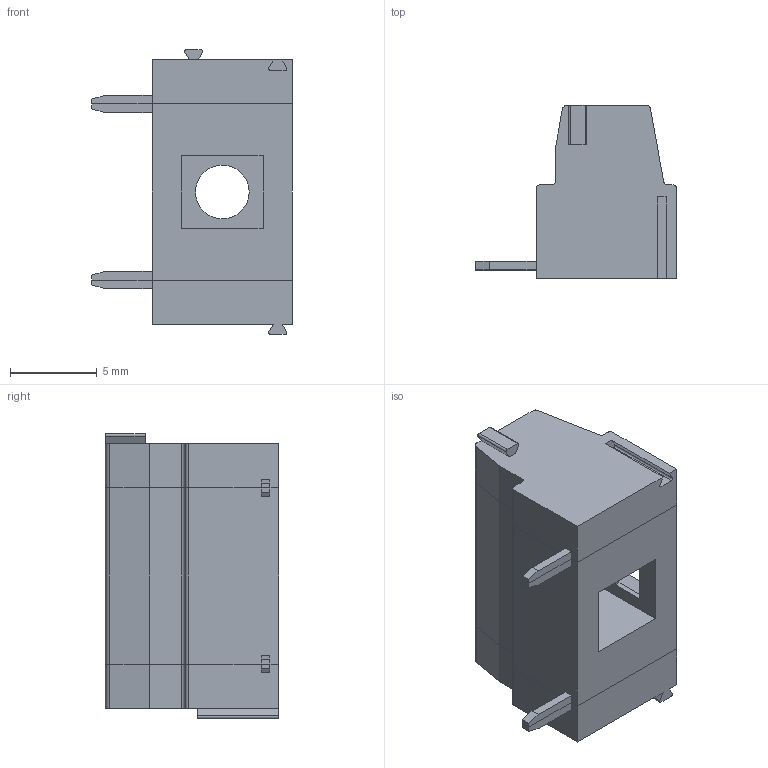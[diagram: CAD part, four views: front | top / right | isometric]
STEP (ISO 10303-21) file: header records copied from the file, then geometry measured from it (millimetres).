
FILE_DESCRIPTION( ( 'Unknown' ), '1' );
FILE_NAME( '691213600002.stp', 'Unknown', ( 'Unknown' ), ( 'Unknown' ), 'PSStep 18.0.17', 'Unknown', ' ' );
FILE_SCHEMA( ( 'AUTOMOTIVE_DESIGN { 1 0 10303 214 1 1 1 1 }' ) );
Length unit declared in the file: millimetre
Products named in the file (4): Assem1; CII10.16SQ_CNT; CII10.16SQ_DX; CII10.16SQ_SX
Assembly tree (3 placements, depth 2):
  Assem1
    CII10.16SQ_CNT
    CII10.16SQ_DX
    CII10.16SQ_SX
Bounding box: 11.6 x 10 x 16.44 mm (x, y, z)
Volume: 766 mm3; surface area: 1235.8 mm2
Topology: 3 solids, 3 shells, 208 faces, 589 edges, 389 vertices
Faces by surface type: plane 172, cylinder 36
Full cylindrical faces by diameter (mm): 3.1 x1, 3.8 x1
Entity records: 8388 total; most frequent: CARTESIAN_POINT 1186, ORIENTED_EDGE 1172, DIRECTION 1090, EDGE_CURVE 586, LINE 506, VECTOR 506, VERTEX_POINT 388, AXIS2_PLACEMENT_3D 292
